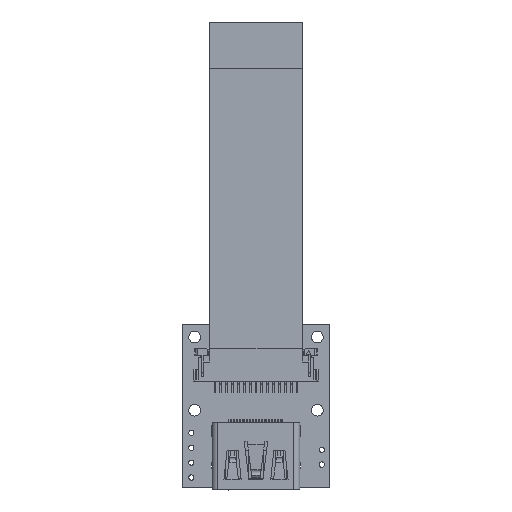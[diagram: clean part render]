
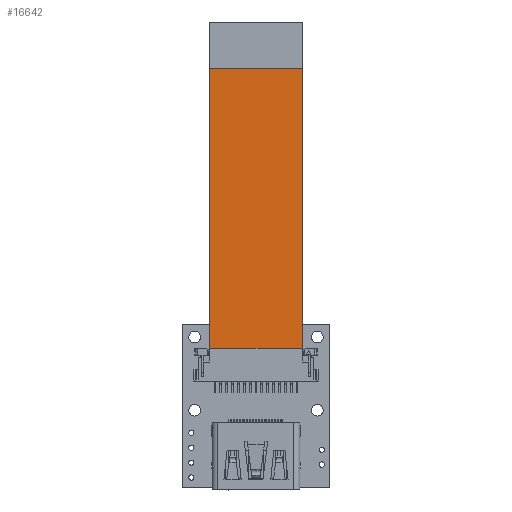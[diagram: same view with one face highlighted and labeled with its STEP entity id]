
A CAD part, top view. The second image highlights one B-rep face of the part: STEP entity #16642.
In plain terms, the highlighted planar face has unit normal (0, 0, 1).
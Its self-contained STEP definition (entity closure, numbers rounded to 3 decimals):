
#84 = LINE ( 'NONE', #15389, #33153 ) ;
#1534 = CARTESIAN_POINT ( 'NONE',  ( 0., 0., 0. ) ) ;
#1934 = CARTESIAN_POINT ( 'NONE',  ( -8., -30., 0. ) ) ;
#2404 = VERTEX_POINT ( 'NONE', #20967 ) ;
#3667 = VERTEX_POINT ( 'NONE', #1934 ) ;
#4232 = FACE_OUTER_BOUND ( 'NONE', #30202, .T. ) ;
#5046 = EDGE_CURVE ( 'NONE', #2404, #18055, #17718, .T. ) ;
#5360 = VERTEX_POINT ( 'NONE', #5799 ) ;
#5410 = EDGE_CURVE ( 'NONE', #5360, #18055, #21325, .T. ) ;
#5799 = CARTESIAN_POINT ( 'NONE',  ( -8., 22., 0. ) ) ;
#11453 = DIRECTION ( 'NONE',  ( -1., 0., 0. ) ) ;
#14495 = EDGE_CURVE ( 'NONE', #3667, #2404, #84, .T. ) ;
#15015 = VECTOR ( 'NONE', #40822, 1000. ) ;
#15026 = CARTESIAN_POINT ( 'NONE',  ( 8., 22., 0. ) ) ;
#15389 = CARTESIAN_POINT ( 'NONE',  ( -8., -30., 0. ) ) ;
#16642 = ADVANCED_FACE ( 'NONE', ( #4232 ), #22665, .F. ) ;
#17085 = ORIENTED_EDGE ( 'NONE', *, *, #5410, .F. ) ;
#17718 = LINE ( 'NONE', #30368, #28387 ) ;
#18055 = VERTEX_POINT ( 'NONE', #15026 ) ;
#20715 = EDGE_CURVE ( 'NONE', #5360, #3667, #40094, .T. ) ;
#20967 = CARTESIAN_POINT ( 'NONE',  ( 8., -30., 0. ) ) ;
#21325 = LINE ( 'NONE', #23677, #15015 ) ;
#21610 = DIRECTION ( 'NONE',  ( 1., 0., 0. ) ) ;
#22665 = PLANE ( 'NONE',  #38472 ) ;
#23677 = CARTESIAN_POINT ( 'NONE',  ( -8., 22., 0. ) ) ;
#25471 = ORIENTED_EDGE ( 'NONE', *, *, #14495, .T. ) ;
#26792 = ORIENTED_EDGE ( 'NONE', *, *, #20715, .T. ) ;
#27067 = ORIENTED_EDGE ( 'NONE', *, *, #5046, .T. ) ;
#28387 = VECTOR ( 'NONE', #38226, 1000. ) ;
#30202 = EDGE_LOOP ( 'NONE', ( #17085, #26792, #25471, #27067 ) ) ;
#30368 = CARTESIAN_POINT ( 'NONE',  ( 8., -30., 0. ) ) ;
#30962 = CARTESIAN_POINT ( 'NONE',  ( -8., -30., 0. ) ) ;
#33153 = VECTOR ( 'NONE', #21610, 1000. ) ;
#38226 = DIRECTION ( 'NONE',  ( 0., 1., 0. ) ) ;
#38472 = AXIS2_PLACEMENT_3D ( 'NONE', #1534, #39039, #11453 ) ;
#39039 = DIRECTION ( 'NONE',  ( 0., 0., -1. ) ) ;
#40015 = VECTOR ( 'NONE', #40293, 1000. ) ;
#40094 = LINE ( 'NONE', #30962, #40015 ) ;
#40293 = DIRECTION ( 'NONE',  ( 0., -1., 0. ) ) ;
#40822 = DIRECTION ( 'NONE',  ( 1., 0., 0. ) ) ;
